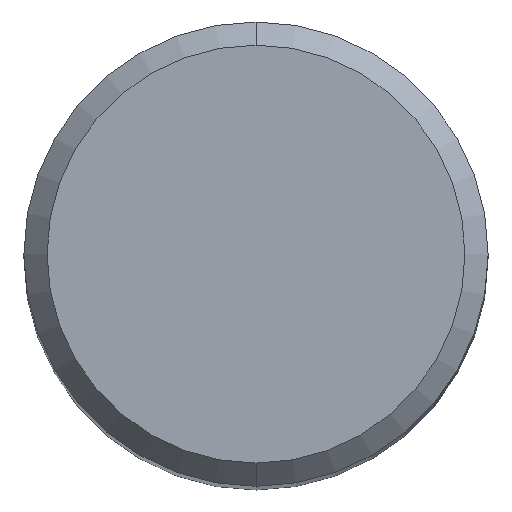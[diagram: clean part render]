
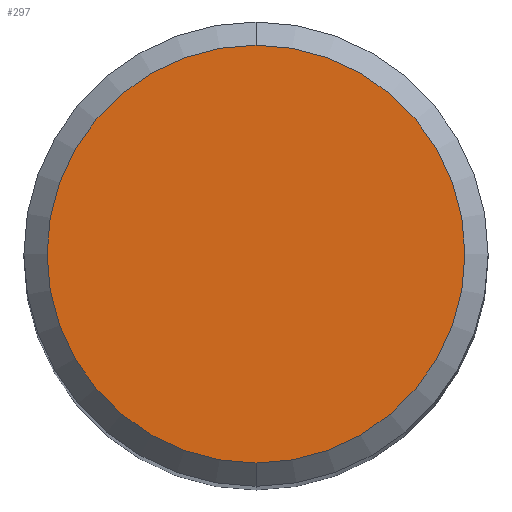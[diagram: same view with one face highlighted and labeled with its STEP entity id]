
A CAD part, top view. The second image highlights one B-rep face of the part: STEP entity #297.
In plain terms, the highlighted planar face has unit normal (0, 0, 1).
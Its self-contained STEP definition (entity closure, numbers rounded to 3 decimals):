
#243=EDGE_CURVE('',#413,#339,#558,.T.);
#297=ADVANCED_FACE('',(#613),#614,.T.);
#339=VERTEX_POINT('',#662);
#413=VERTEX_POINT('',#746);
#429=EDGE_CURVE('',#339,#413,#763,.T.);
#558=CIRCLE('',#943,5.4);
#613=FACE_OUTER_BOUND('',#1074,.T.);
#614=PLANE('',#1075);
#662=CARTESIAN_POINT('',(0.,-5.4,0.0));
#746=CARTESIAN_POINT('',(0.0,5.4,0.0));
#763=CIRCLE('',#1426,5.4);
#943=AXIS2_PLACEMENT_3D('',#1602,#1603,#1604);
#1074=EDGE_LOOP('',(#1640,#1641));
#1075=AXIS2_PLACEMENT_3D('',#1642,#1643,#1644);
#1426=AXIS2_PLACEMENT_3D('',#1830,#1831,#1832);
#1602=CARTESIAN_POINT('',(0.0,0.0,0.0));
#1603=DIRECTION('',(0.0,0.0,-1.0));
#1604=DIRECTION('',(0.0,1.0,0.0));
#1640=ORIENTED_EDGE('',*,*,#243,.F.);
#1641=ORIENTED_EDGE('',*,*,#429,.F.);
#1642=CARTESIAN_POINT('',(0.0,2.7,0.0));
#1643=DIRECTION('',(-0.0,0.0,1.0));
#1644=DIRECTION('',(0.0,-1.0,0.0));
#1830=CARTESIAN_POINT('',(0.0,0.0,0.0));
#1831=DIRECTION('',(0.0,0.0,-1.0));
#1832=DIRECTION('',(0.0,1.0,0.0));
